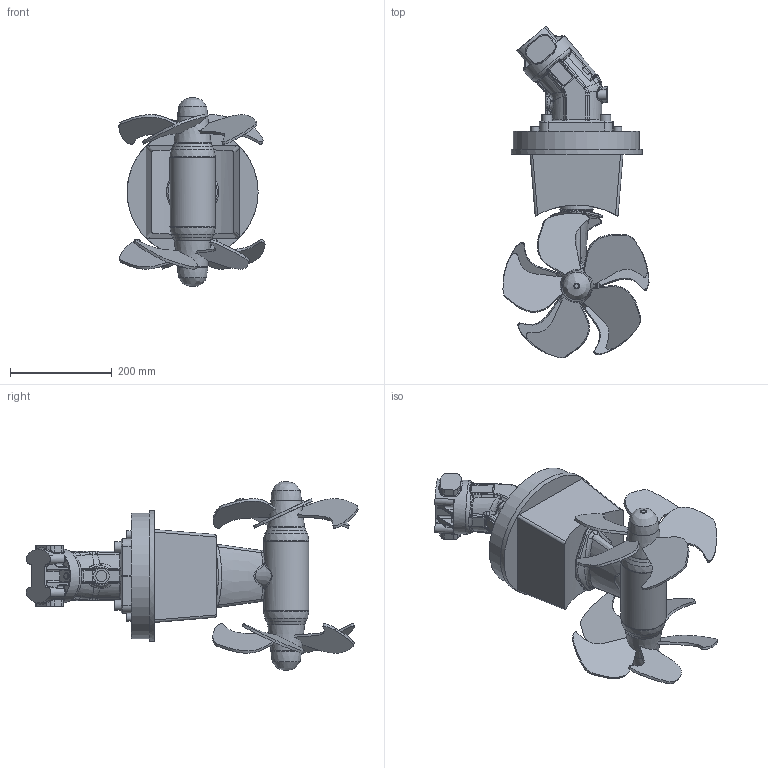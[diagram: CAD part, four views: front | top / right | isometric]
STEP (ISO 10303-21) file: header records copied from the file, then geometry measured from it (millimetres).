
FILE_DESCRIPTION(/* description */ ('KAN PUBLISERES!!!'),/* implementation_level */ '2;1');
FILE_NAME(/* name */ 'SH360-300TC-BA23 simplified .stp',/* time_stamp */ '2019-12-12T15:05:47+01:00',/* author */ ('elvira'),/* organization */ (''),/* preprocessor_version */ 'ST-DEVELOPER v17',/* originating_system */ 'Autodesk Inventor 2018',/* authorisation */ '');
FILE_SCHEMA (('AUTOMOTIVE_DESIGN { 1 0 10303 214 3 1 1 }'));
Products named in the file (1): SM155196
Bounding box: 287.53 x 653.83 x 371.41 mm (x, y, z)
Volume: 10088676.4 mm3; surface area: 649271.1 mm2
Topology: 5 solids, 5 shells, 856 faces, 2031 edges, 1226 vertices
Faces by surface type: bspline 435, cylinder 185, plane 151, torus 57, cone 16, sphere 12
Full cylindrical faces by diameter (mm): 10 x2, 11 x2, 13 x2, 16 x4, 21 x4, 22.2 x1, 31 x1, 66 x1, 89 x2, 89.059 x1, 106 x1, 248 x1, 258 x1
Entity records: 60749 total; most frequent: CARTESIAN_POINT 42572, ORIENTED_EDGE 4054, DIRECTION 2986, EDGE_CURVE 2027, AXIS2_PLACEMENT_3D 1297, VERTEX_POINT 1226, EDGE_LOOP 901, STYLED_ITEM 861
